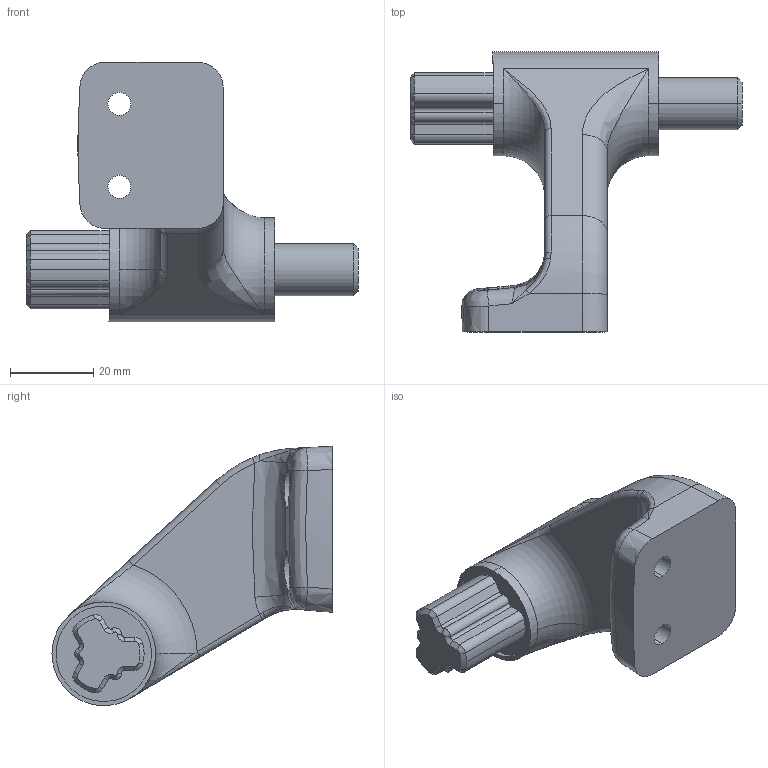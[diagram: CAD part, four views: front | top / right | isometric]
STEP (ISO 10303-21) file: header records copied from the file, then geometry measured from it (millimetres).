
FILE_DESCRIPTION (( 'STEP AP203' ), '1' );
FILE_NAME ('A-223-JC.STEP', '2018-08-22T00:08:30', ( '' ), ( '' ), 'SwSTEP 2.0', 'SolidWorks 2014', '' );
FILE_SCHEMA (( 'CONFIG_CONTROL_DESIGN' ));
Length unit declared in the file: millimetre
Products named in the file (1): A-223-JC
Bounding box: 80 x 67.5 x 62.5 mm (x, y, z)
Volume: 61765.9 mm3; surface area: 13391.9 mm2
Topology: 1 solids, 1 shells, 127 faces, 314 edges, 185 vertices
Faces by surface type: cylinder 48, cone 27, plane 25, bspline 21, torus 6
Entity records: 4851 total; most frequent: CARTESIAN_POINT 1895, ORIENTED_EDGE 616, DIRECTION 604, EDGE_CURVE 308, AXIS2_PLACEMENT_3D 243, VERTEX_POINT 185, CIRCLE 136, EDGE_LOOP 133
